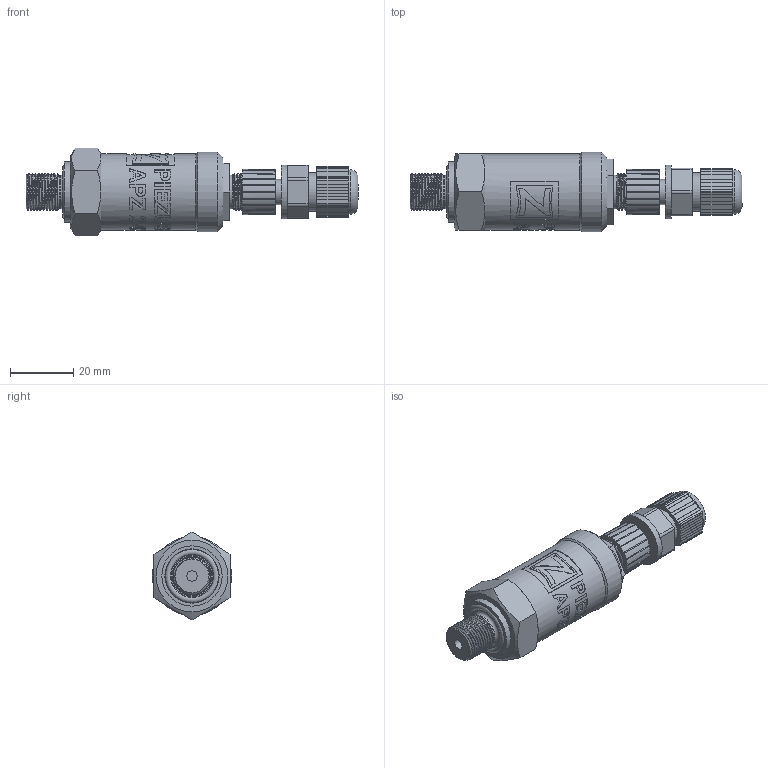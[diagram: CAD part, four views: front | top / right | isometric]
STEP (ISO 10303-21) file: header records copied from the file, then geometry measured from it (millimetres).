
FILE_DESCRIPTION(/* description */ (''),/* implementation_level */ '2;1');
FILE_NAME(/* name */ 'APZ2422_M12x1DIN_M12x1.step',/* time_stamp */ '2021-06-15T11:35:30+03:00',/* author */ (''),/* organization */ (''),/* preprocessor_version */ 'ST-DEVELOPER v18.1',/* originating_system */ 'Autodesk Translation Framework v10.9.0.1377',/* authorisation */ '');
FILE_SCHEMA (('AUTOMOTIVE_DESIGN { 1 0 10303 214 3 1 1 }'));
Products named in the file (6): APZ2422_M12x1DIN_M12x1; M12x1 DIN; Адаптер М12х1; M12x1 assembly v4; M12x1 female straight v9; M12x1 male v16
Assembly tree (5 placements, depth 3):
  APZ2422_M12x1DIN_M12x1
    M12x1 DIN
    Адаптер М12х1
    M12x1 assembly v4
      M12x1 female straight v9
      M12x1 male v16
Bounding box: 104.67 x 25 x 27.71 mm (x, y, z)
Volume: 29895.1 mm3; surface area: 15214 mm2
Topology: 16 solids, 16 shells, 816 faces, 2213 edges, 1468 vertices
Faces by surface type: bspline 335, plane 267, cylinder 159, cone 44, torus 11
Full cylindrical faces by diameter (mm): 1 x14, 1.5 x6, 3.3 x1, 7.3 x1, 8 x3, 8.2 x1, 10.293 x1, 10.5 x1, 10.6 x2, 10.741 x15, 11.884 x13, 12 x1, 13.5 x1, 14 x2, 14.137 x4, 14.526 x9, 15.85 x3, 16.203 x9, 16.7 x1, 17 x1, 19 x1, 22.15 x4, 22.65 x4, 24 x1, 25 x1
Entity records: 60439 total; most frequent: CARTESIAN_POINT 41685, ORIENTED_EDGE 4426, DIRECTION 2886, EDGE_CURVE 2213, VERTEX_POINT 1468, LINE 1094, VECTOR 1094, AXIS2_PLACEMENT_3D 896
